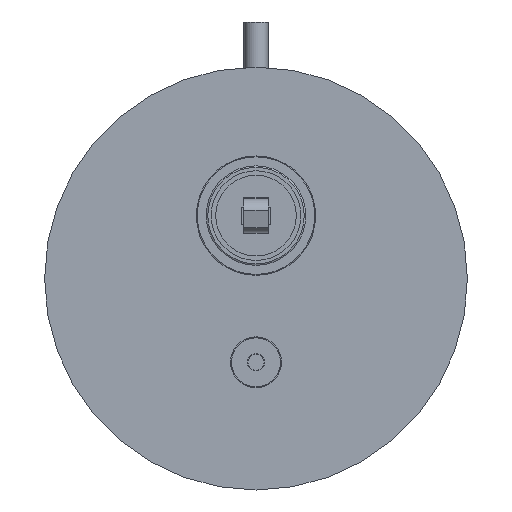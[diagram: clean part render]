
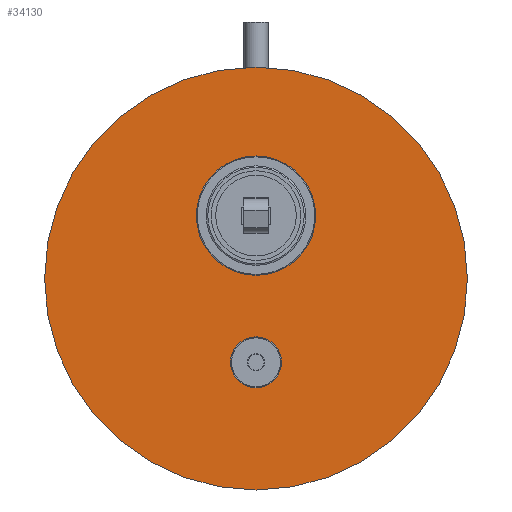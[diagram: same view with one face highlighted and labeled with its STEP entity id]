
A CAD part, front view. The second image highlights one B-rep face of the part: STEP entity #34130.
In plain terms, the highlighted planar face has unit normal (0, -1, 0).
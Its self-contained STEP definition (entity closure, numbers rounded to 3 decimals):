
#33999=CARTESIAN_POINT('',(0.,57.,-0.25));
#34000=DIRECTION('',(0.,1.,0.));
#34001=DIRECTION('',(1.,0.,0.));
#34002=AXIS2_PLACEMENT_3D('',#33999,#34000,#34001);
#34004=CARTESIAN_POINT('',(0.,57.,-0.25));
#34005=DIRECTION('',(0.,1.,0.));
#34006=DIRECTION('',(-1.,0.,0.));
#34007=AXIS2_PLACEMENT_3D('',#34004,#34005,#34006);
#34009=CARTESIAN_POINT('',(0.,57.,25.5));
#34010=DIRECTION('',(0.,-1.,0.));
#34011=DIRECTION('',(1.,0.,0.));
#34012=AXIS2_PLACEMENT_3D('',#34009,#34010,#34011);
#34014=CARTESIAN_POINT('',(0.,57.,25.5));
#34015=DIRECTION('',(0.,-1.,0.));
#34016=DIRECTION('',(-1.,0.,0.));
#34017=AXIS2_PLACEMENT_3D('',#34014,#34015,#34016);
#34019=CARTESIAN_POINT('',(0.,57.,-34.5));
#34020=DIRECTION('',(0.,-1.,0.));
#34021=DIRECTION('',(1.,0.,0.));
#34022=AXIS2_PLACEMENT_3D('',#34019,#34020,#34021);
#34024=CARTESIAN_POINT('',(0.,57.,-34.5));
#34025=DIRECTION('',(0.,-1.,0.));
#34026=DIRECTION('',(-1.,0.,0.));
#34027=AXIS2_PLACEMENT_3D('',#34024,#34025,#34026);
#34083=CARTESIAN_POINT('',(86.5,57.,-0.25));
#34084=CARTESIAN_POINT('',(-86.5,57.,-0.25));
#34085=VERTEX_POINT('',#34083);
#34086=VERTEX_POINT('',#34084);
#34091=CARTESIAN_POINT('',(24.4,57.,25.5));
#34092=CARTESIAN_POINT('',(-24.4,57.,25.5));
#34093=VERTEX_POINT('',#34091);
#34094=VERTEX_POINT('',#34092);
#34099=CARTESIAN_POINT('',(10.4,57.,-34.5));
#34100=CARTESIAN_POINT('',(-10.4,57.,-34.5));
#34101=VERTEX_POINT('',#34099);
#34102=VERTEX_POINT('',#34100);
#34107=CARTESIAN_POINT('',(0.,57.,-0.25));
#34108=DIRECTION('',(0.,1.,0.));
#34109=DIRECTION('',(1.,0.,0.));
#34110=AXIS2_PLACEMENT_3D('',#34107,#34108,#34109);
#34111=PLANE('',#34110);
#34113=ORIENTED_EDGE('',*,*,#34112,.T.);
#34115=ORIENTED_EDGE('',*,*,#34114,.T.);
#34116=EDGE_LOOP('',(#34113,#34115));
#34117=FACE_OUTER_BOUND('',#34116,.F.);
#34119=ORIENTED_EDGE('',*,*,#34118,.T.);
#34121=ORIENTED_EDGE('',*,*,#34120,.T.);
#34122=EDGE_LOOP('',(#34119,#34121));
#34123=FACE_BOUND('',#34122,.F.);
#34125=ORIENTED_EDGE('',*,*,#34124,.T.);
#34127=ORIENTED_EDGE('',*,*,#34126,.T.);
#34128=EDGE_LOOP('',(#34125,#34127));
#34129=FACE_BOUND('',#34128,.F.);
#34130=ADVANCED_FACE('',(#34117,#34123,#34129),#34111,.F.);
#34003=CIRCLE('',#34002,86.5);
#34008=CIRCLE('',#34007,86.5);
#34013=CIRCLE('',#34012,24.4);
#34018=CIRCLE('',#34017,24.4);
#34023=CIRCLE('',#34022,10.4);
#34028=CIRCLE('',#34027,10.4);
#34112=EDGE_CURVE('',#34085,#34086,#34003,.T.);
#34114=EDGE_CURVE('',#34086,#34085,#34008,.T.);
#34118=EDGE_CURVE('',#34093,#34094,#34013,.T.);
#34120=EDGE_CURVE('',#34094,#34093,#34018,.T.);
#34124=EDGE_CURVE('',#34101,#34102,#34023,.T.);
#34126=EDGE_CURVE('',#34102,#34101,#34028,.T.);
